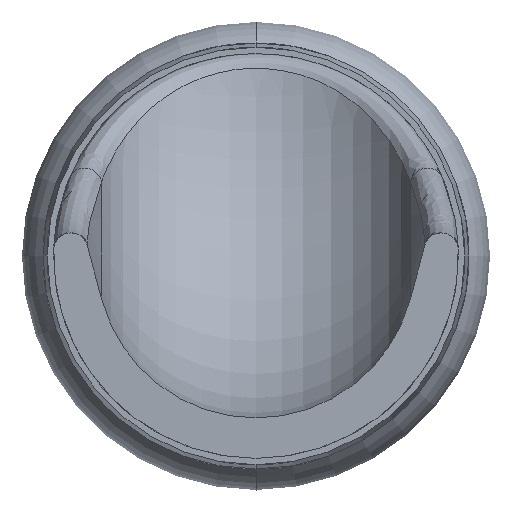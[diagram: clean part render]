
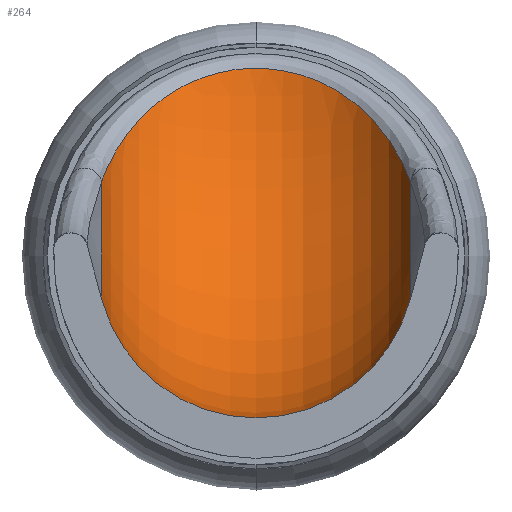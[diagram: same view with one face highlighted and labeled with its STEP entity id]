
A CAD part, front view. The second image highlights one B-rep face of the part: STEP entity #264.
In plain terms, the highlighted toroidal (fillet/blend) face has major radius 1.173 mm and minor radius 0.75 mm.
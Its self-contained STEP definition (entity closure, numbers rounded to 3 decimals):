
#22 = CIRCLE ( 'NONE', #3889, 0.75 ) ;
#29 = VERTEX_POINT ( 'NONE', #598 ) ;
#47 = AXIS2_PLACEMENT_3D ( 'NONE', #3841, #1998, #2015 ) ;
#217 = DIRECTION ( 'NONE',  ( 1., 0., 0. ) ) ;
#264 = ADVANCED_FACE ( 'Defeature ausgef�hrt1_5', ( #3260 ), #2815, .F. ) ;
#304 = CARTESIAN_POINT ( 'NONE',  ( -0.398, -25.425, 0.773 ) ) ;
#577 = CARTESIAN_POINT ( 'NONE',  ( -0.47, -25.492, 0.719 ) ) ;
#587 = DIRECTION ( 'NONE',  ( 0., 0., -1. ) ) ;
#598 = CARTESIAN_POINT ( 'NONE',  ( 0.724, -26.101, 0.35 ) ) ;
#611 = CIRCLE ( 'NONE', #47, 1.368 ) ;
#691 = CARTESIAN_POINT ( 'NONE',  ( -0.688, -25.906, 0.442 ) ) ;
#898 = CIRCLE ( 'NONE', #4442, 0.75 ) ;
#950 = CARTESIAN_POINT ( 'NONE',  ( -0.219, -25.327, 0.855 ) ) ;
#1220 = DIRECTION ( 'NONE',  ( 0., 0., -1. ) ) ;
#1452 = ORIENTED_EDGE ( 'NONE', *, *, #3062, .T. ) ;
#1541 = DIRECTION ( 'NONE',  ( 0., -1., 0. ) ) ;
#1632 = CARTESIAN_POINT ( 'NONE',  ( 0.396, -25.424, 0.774 ) ) ;
#1660 = CARTESIAN_POINT ( 'NONE',  ( -0.583, -25.642, 0.607 ) ) ;
#1784 = CARTESIAN_POINT ( 'NONE',  ( 0.709, -26., 0.392 ) ) ;
#1840 = CARTESIAN_POINT ( 'NONE',  ( 0., -27.2, 1.163 ) ) ;
#1998 = DIRECTION ( 'NONE',  ( 1., 0., 0. ) ) ;
#2015 = DIRECTION ( 'NONE',  ( 0., 0., -1. ) ) ;
#2039 = CARTESIAN_POINT ( 'NONE',  ( 0.217, -25.327, 0.856 ) ) ;
#2104 = ORIENTED_EDGE ( 'NONE', *, *, #2251, .T. ) ;
#2251 = EDGE_CURVE ( 'Defeature ausgef�hrt1_5+Defeature ausgef�hrt1_4+Defeature ausgef�hrt1_7+Defeature ausgef�hrt1_6', #2855, #4686, #898, .T. ) ;
#2416 = B_SPLINE_CURVE_WITH_KNOTS ( 'NONE', 3,
 ( #2759, #1784, #3589, #4326, #3130, #4707, #1632, #2039, #3853, #2505, #950, #304, #577, #1660, #2886, #691, #3230, #4192 ),
 .UNSPECIFIED., .F., .F.,
 ( 4, 2, 2, 2, 2, 2, 2, 2, 4 ),
 ( 0., 0., 0.001, 0.001, 0.001, 0.002, 0.002, 0.002, 0.003 ),
 .UNSPECIFIED. ) ;
#2493 = VERTEX_POINT ( 'NONE', #3445 ) ;
#2505 = CARTESIAN_POINT ( 'NONE',  ( -0.11, -25.297, 0.882 ) ) ;
#2513 = DIRECTION ( 'NONE',  ( 0., -1., 0. ) ) ;
#2585 = EDGE_LOOP ( 'NONE', ( #3679, #4048, #3297, #1452, #2104 ) ) ;
#2651 = CARTESIAN_POINT ( 'NONE',  ( 0., -27.2, -0.01 ) ) ;
#2712 = EDGE_CURVE ( 'Defeature ausgef�hrt1_5+Defeature ausgef�hrt1_6+Defeature ausgef�hrt1_4+Defeature ausgef�hrt1_41', #4686, #29, #611, .T. ) ;
#2759 = CARTESIAN_POINT ( 'NONE',  ( 0.724, -26.101, 0.35 ) ) ;
#2815 = TOROIDAL_SURFACE ( 'NONE', #4665, 1.173, 0.75 ) ;
#2819 = DIRECTION ( 'NONE',  ( 0., 0., -1. ) ) ;
#2855 = VERTEX_POINT ( 'NONE', #3447 ) ;
#2886 = CARTESIAN_POINT ( 'NONE',  ( -0.625, -25.727, 0.549 ) ) ;
#2960 = DIRECTION ( 'NONE',  ( 1., 0., 0. ) ) ;
#3062 = EDGE_CURVE ( 'Defeature ausgef�hrt1_5+Defeature ausgef�hrt1_4+Defeature ausgef�hrt1_7+Defeature ausgef�hrt1_6', #4482, #2855, #22, .T. ) ;
#3130 = CARTESIAN_POINT ( 'NONE',  ( 0.582, -25.641, 0.608 ) ) ;
#3168 = EDGE_CURVE ( 'Defeature ausgef�hrt1_7+Defeature ausgef�hrt1_5+Defeature ausgef�hrt1_3+Defeature ausgef�hrt1_40', #4482, #2493, #4149, .T. ) ;
#3223 = CARTESIAN_POINT ( 'NONE',  ( 0., -27.2, -0.01 ) ) ;
#3230 = CARTESIAN_POINT ( 'NONE',  ( -0.709, -26., 0.392 ) ) ;
#3260 = FACE_OUTER_BOUND ( 'NONE', #2585, .T. ) ;
#3297 = ORIENTED_EDGE ( 'NONE', *, *, #3168, .F. ) ;
#3316 = CARTESIAN_POINT ( 'NONE',  ( -0.724, -27.2, -0.204 ) ) ;
#3445 = CARTESIAN_POINT ( 'NONE',  ( -0.724, -26.101, 0.35 ) ) ;
#3447 = CARTESIAN_POINT ( 'NONE',  ( 0., -27.2, -0.76 ) ) ;
#3589 = CARTESIAN_POINT ( 'NONE',  ( 0.688, -25.904, 0.443 ) ) ;
#3679 = ORIENTED_EDGE ( 'NONE', *, *, #2712, .T. ) ;
#3841 = CARTESIAN_POINT ( 'NONE',  ( 0.724, -27.2, 1.163 ) ) ;
#3843 = CARTESIAN_POINT ( 'NONE',  ( 0.724, -27.2, -0.204 ) ) ;
#3853 = CARTESIAN_POINT ( 'NONE',  ( 0.108, -25.297, 0.882 ) ) ;
#3889 = AXIS2_PLACEMENT_3D ( 'NONE', #3223, #2513, #2819 ) ;
#3986 = AXIS2_PLACEMENT_3D ( 'NONE', #4647, #217, #587 ) ;
#4048 = ORIENTED_EDGE ( 'NONE', *, *, #4096, .T. ) ;
#4053 = DIRECTION ( 'NONE',  ( 0., 0., -1. ) ) ;
#4096 = EDGE_CURVE ( 'Defeature ausgef�hrt1_5+Defeature ausgef�hrt1_41+Defeature ausgef�hrt1_6+Defeature ausgef�hrt1_7', #29, #2493, #2416, .T. ) ;
#4149 = CIRCLE ( 'NONE', #3986, 1.368 ) ;
#4192 = CARTESIAN_POINT ( 'NONE',  ( -0.724, -26.101, 0.35 ) ) ;
#4326 = CARTESIAN_POINT ( 'NONE',  ( 0.624, -25.726, 0.55 ) ) ;
#4442 = AXIS2_PLACEMENT_3D ( 'NONE', #2651, #1541, #1220 ) ;
#4482 = VERTEX_POINT ( 'NONE', #3316 ) ;
#4647 = CARTESIAN_POINT ( 'NONE',  ( -0.724, -27.2, 1.163 ) ) ;
#4665 = AXIS2_PLACEMENT_3D ( 'NONE', #1840, #2960, #4053 ) ;
#4686 = VERTEX_POINT ( 'NONE', #3843 ) ;
#4707 = CARTESIAN_POINT ( 'NONE',  ( 0.469, -25.491, 0.72 ) ) ;
